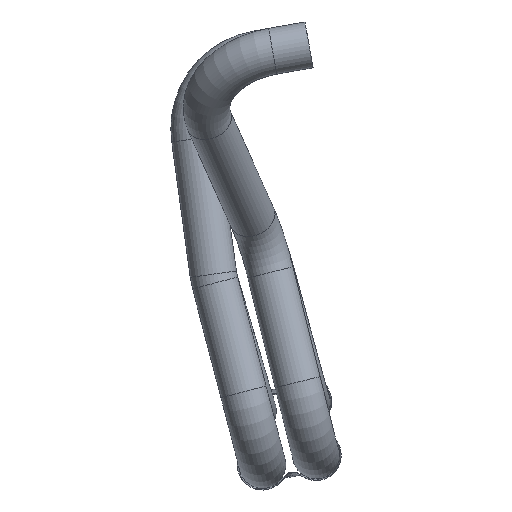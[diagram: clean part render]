
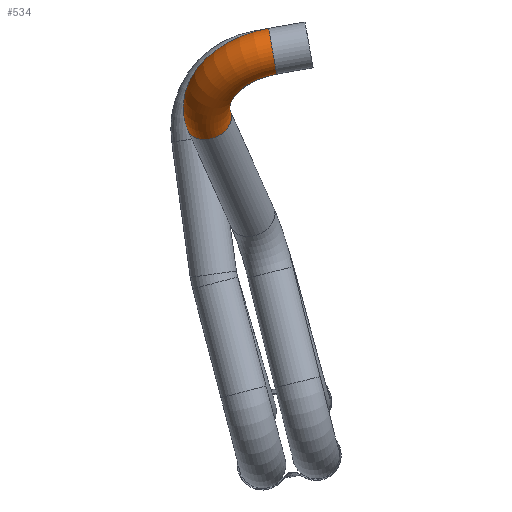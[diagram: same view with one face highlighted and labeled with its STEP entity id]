
A CAD part, front view. The second image highlights one B-rep face of the part: STEP entity #534.
In plain terms, the highlighted toroidal (fillet/blend) face has major radius 61.913 mm and minor radius 19.038 mm.
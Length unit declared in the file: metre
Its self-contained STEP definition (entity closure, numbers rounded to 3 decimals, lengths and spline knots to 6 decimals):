
#472 = VERTEX_POINT('',#473);
#473 = CARTESIAN_POINT('',(-0.323184,-0.453328,
    0.117586));
#479 = CYLINDRICAL_SURFACE('',#480,0.019038);
#480 = AXIS2_PLACEMENT_3D('',#481,#482,#483);
#481 = CARTESIAN_POINT('',(-0.311148,-0.446871,
    0.130848));
#482 = DIRECTION('',(0.273,0.744,-0.61));
#483 = DIRECTION('',(0.632,0.339,0.697));
#498 = EDGE_CURVE('',#472,#472,#499,.T.);
#499 = SURFACE_CURVE('',#500,(#505),.PCURVE_S1.);
#500 = CIRCLE('',#501,0.019038);
#501 = AXIS2_PLACEMENT_3D('',#502,#503,#504);
#502 = CARTESIAN_POINT('',(-0.311148,-0.446871,
    0.130848));
#503 = DIRECTION('',(-0.273,-0.744,0.61));
#504 = DIRECTION('',(0.632,0.339,0.697));
#505 = PCURVE('',#479,#506);
#506 = DEFINITIONAL_REPRESENTATION('',(#507),#511);
#507 = LINE('',#508,#509);
#508 = CARTESIAN_POINT('',(12.566,0.));
#509 = VECTOR('',#510,1.);
#510 = DIRECTION('',(-1.,0.));
#511 = ( GEOMETRIC_REPRESENTATION_CONTEXT(2) 
PARAMETRIC_REPRESENTATION_CONTEXT() REPRESENTATION_CONTEXT('2D SPACE',''
  ) );
#534 = ADVANCED_FACE('',(#535),#552,.F.);
#535 = FACE_BOUND('',#536,.F.);
#536 = EDGE_LOOP('',(#537,#538,#570,#585));
#537 = ORIENTED_EDGE('',*,*,#498,.T.);
#538 = ORIENTED_EDGE('',*,*,#539,.F.);
#539 = EDGE_CURVE('',#540,#472,#542,.T.);
#540 = VERTEX_POINT('',#541);
#541 = CARTESIAN_POINT('',(-0.259206,-0.520194,
    0.188037));
#542 = SEAM_CURVE('',#543,(#551,#563),.PCURVE_S1.);
#543 = ( BOUNDED_CURVE() B_SPLINE_CURVE(6,(#544,#545,#546,#547,#548,#549
,#550),.UNSPECIFIED.,.F.,.F.) B_SPLINE_CURVE_WITH_KNOTS((7,7),(
1.570796,3.30536),.PIECEWISE_BEZIER_KNOTS.) CURVE() 
GEOMETRIC_REPRESENTATION_ITEM() RATIONAL_B_SPLINE_CURVE((1.038,
    1.012,0.997,0.993,0.997,
1.012,1.038)) REPRESENTATION_ITEM('') );
#544 = CARTESIAN_POINT('',(-0.259206,-0.520194,
    0.188037));
#545 = CARTESIAN_POINT('',(-0.281481,-0.520194,0.18411
    ));
#546 = CARTESIAN_POINT('',(-0.302131,-0.514191,
    0.175157));
#547 = CARTESIAN_POINT('',(-0.318294,-0.502785,
    0.162213));
#548 = CARTESIAN_POINT('',(-0.327752,-0.487414,
    0.146943));
#549 = CARTESIAN_POINT('',(-0.329361,-0.470152,0.131384
    ));
#550 = CARTESIAN_POINT('',(-0.323184,-0.453328,
    0.117586));
#551 = PCURVE('',#552,#557);
#552 = TOROIDAL_SURFACE('',#553,0.061913,0.019038);
#553 = AXIS2_PLACEMENT_3D('',#554,#555,#556);
#554 = CARTESIAN_POINT('',(-0.252143,-0.454481,
    0.147986));
#555 = DIRECTION('',(0.131,-0.657,-0.742));
#556 = DIRECTION('',(0.985,0.,0.174));
#557 = DEFINITIONAL_REPRESENTATION('',(#558),#562);
#558 = LINE('',#559,#560);
#559 = CARTESIAN_POINT('',(6.283,7.));
#560 = VECTOR('',#561,1.);
#561 = DIRECTION('',(1.,0.));
#562 = ( GEOMETRIC_REPRESENTATION_CONTEXT(2) 
PARAMETRIC_REPRESENTATION_CONTEXT() REPRESENTATION_CONTEXT('2D SPACE',''
  ) );
#563 = PCURVE('',#552,#564);
#564 = DEFINITIONAL_REPRESENTATION('',(#565),#569);
#565 = LINE('',#566,#567);
#566 = CARTESIAN_POINT('',(6.283,0.717));
#567 = VECTOR('',#568,1.);
#568 = DIRECTION('',(1.,0.));
#569 = ( GEOMETRIC_REPRESENTATION_CONTEXT(2) 
PARAMETRIC_REPRESENTATION_CONTEXT() REPRESENTATION_CONTEXT('2D SPACE',''
  ) );
#570 = ORIENTED_EDGE('',*,*,#571,.F.);
#571 = EDGE_CURVE('',#540,#540,#572,.T.);
#572 = SURFACE_CURVE('',#573,(#578),.PCURVE_S1.);
#573 = CIRCLE('',#574,0.019038);
#574 = AXIS2_PLACEMENT_3D('',#575,#576,#577);
#575 = CARTESIAN_POINT('',(-0.259207,-0.501156,0.188044));
#576 = DIRECTION('',(0.985,0.,0.174)
  );
#577 = DIRECTION('',(0.,1.,
    0.));
#578 = PCURVE('',#552,#579);
#579 = DEFINITIONAL_REPRESENTATION('',(#580),#584);
#580 = LINE('',#581,#582);
#581 = CARTESIAN_POINT('',(7.854,-2.424));
#582 = VECTOR('',#583,1.);
#583 = DIRECTION('',(0.,1.));
#584 = ( GEOMETRIC_REPRESENTATION_CONTEXT(2) 
PARAMETRIC_REPRESENTATION_CONTEXT() REPRESENTATION_CONTEXT('2D SPACE',''
  ) );
#585 = ORIENTED_EDGE('',*,*,#539,.T.);
